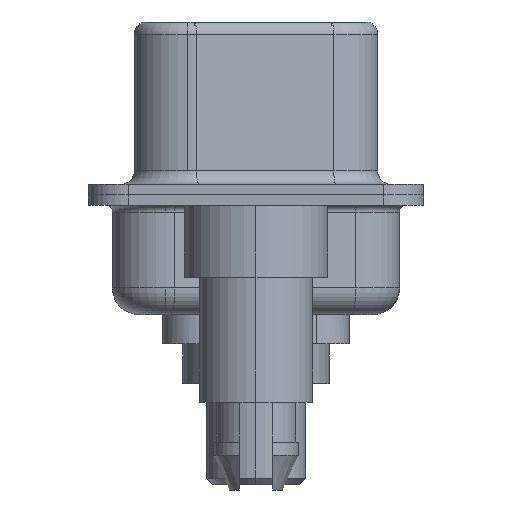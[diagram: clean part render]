
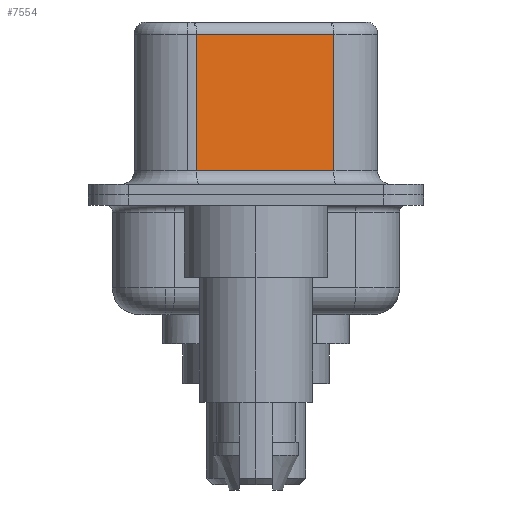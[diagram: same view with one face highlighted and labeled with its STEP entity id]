
A CAD part, left-side view. The second image highlights one B-rep face of the part: STEP entity #7554.
In plain terms, the highlighted planar face has unit normal (-0.985, -0.174, 0).
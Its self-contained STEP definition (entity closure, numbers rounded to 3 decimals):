
#191 = VECTOR ( 'NONE', #9624, 1000. ) ;
#229 = FACE_OUTER_BOUND ( 'NONE', #10165, .T. ) ;
#452 = DIRECTION ( 'NONE',  ( -0.174, 0.985, 0. ) ) ;
#854 = DIRECTION ( 'NONE',  ( -0.174, 0.985, 0. ) ) ;
#922 = DIRECTION ( 'NONE',  ( 0.985, 0.174, 0. ) ) ;
#1157 = DIRECTION ( 'NONE',  ( 0.174, -0.985, 0. ) ) ;
#1190 = ORIENTED_EDGE ( 'NONE', *, *, #8989, .T. ) ;
#1467 = VECTOR ( 'NONE', #452, 1000. ) ;
#1947 = CARTESIAN_POINT ( 'NONE',  ( 3.67, 2.233, 6.52 ) ) ;
#2712 = AXIS2_PLACEMENT_3D ( 'NONE', #4387, #922, #854 ) ;
#4387 = CARTESIAN_POINT ( 'NONE',  ( 4.58, -2.927, 6.52 ) ) ;
#7065 = VECTOR ( 'NONE', #1157, 1000. ) ;
#7554 = ADVANCED_FACE ( 'NONE', ( #229 ), #17158, .F. ) ;
#8257 = VERTEX_POINT ( 'NONE', #14045 ) ;
#8989 = EDGE_CURVE ( 'NONE', #17484, #12384, #9950, .T. ) ;
#9337 = EDGE_CURVE ( 'NONE', #12384, #8257, #16245, .T. ) ;
#9624 = DIRECTION ( 'NONE',  ( 0., 0., -1. ) ) ;
#9950 = LINE ( 'NONE', #18500, #1467 ) ;
#10129 = ORIENTED_EDGE ( 'NONE', *, *, #18382, .F. ) ;
#10165 = EDGE_LOOP ( 'NONE', ( #10129, #1190, #11276, #13787 ) ) ;
#11276 = ORIENTED_EDGE ( 'NONE', *, *, #9337, .T. ) ;
#11624 = EDGE_CURVE ( 'NONE', #8257, #17381, #16448, .T. ) ;
#12384 = VERTEX_POINT ( 'NONE', #19260 ) ;
#13205 = DIRECTION ( 'NONE',  ( 0., 0., -1. ) ) ;
#13787 = ORIENTED_EDGE ( 'NONE', *, *, #11624, .T. ) ;
#14045 = CARTESIAN_POINT ( 'NONE',  ( 3.67, 2.233, 0.9 ) ) ;
#14215 = LINE ( 'NONE', #18005, #191 ) ;
#16245 = LINE ( 'NONE', #1947, #18080 ) ;
#16448 = LINE ( 'NONE', #20810, #7065 ) ;
#17158 = PLANE ( 'NONE',  #2712 ) ;
#17381 = VERTEX_POINT ( 'NONE', #19890 ) ;
#17484 = VERTEX_POINT ( 'NONE', #17740 ) ;
#17740 = CARTESIAN_POINT ( 'NONE',  ( 4.58, -2.927, 6.02 ) ) ;
#18005 = CARTESIAN_POINT ( 'NONE',  ( 4.58, -2.927, 6.52 ) ) ;
#18080 = VECTOR ( 'NONE', #13205, 1000. ) ;
#18382 = EDGE_CURVE ( 'NONE', #17484, #17381, #14215, .T. ) ;
#18500 = CARTESIAN_POINT ( 'NONE',  ( 4.58, -2.927, 6.02 ) ) ;
#19260 = CARTESIAN_POINT ( 'NONE',  ( 3.67, 2.233, 6.02 ) ) ;
#19890 = CARTESIAN_POINT ( 'NONE',  ( 4.58, -2.927, 0.9 ) ) ;
#20810 = CARTESIAN_POINT ( 'NONE',  ( 4.58, -2.927, 0.9 ) ) ;
